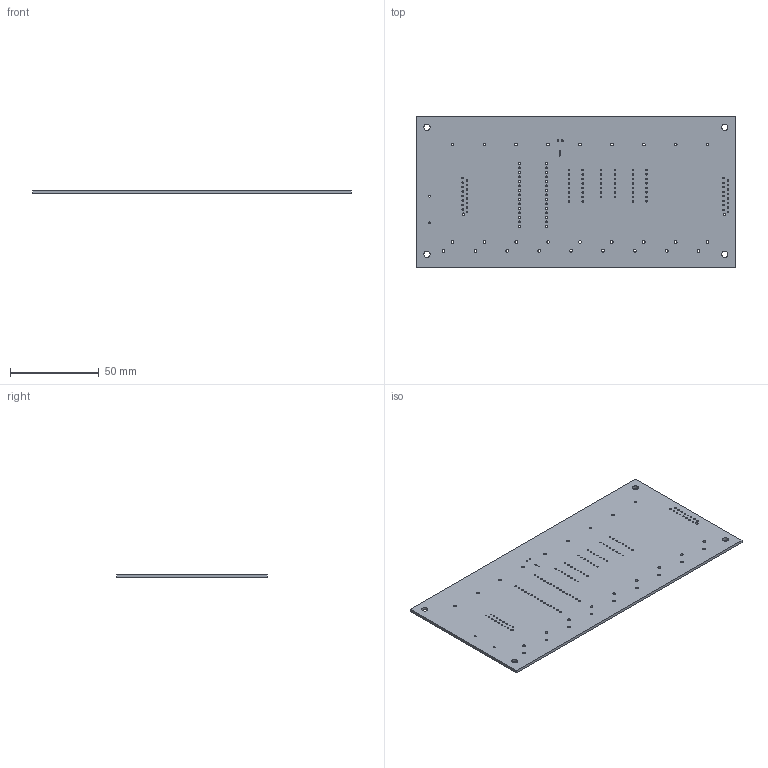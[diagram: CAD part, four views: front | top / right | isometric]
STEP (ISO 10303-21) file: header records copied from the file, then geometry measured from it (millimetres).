
FILE_DESCRIPTION(('FreeCAD Model'),'2;1');
FILE_NAME('Open CASCADE Shape Model','2022-08-29T19:19:33',('FreeCAD'),( 'FreeCAD'),'Open CASCADE STEP processor 7.5','FreeCAD','Unknown');
FILE_SCHEMA(('AUTOMOTIVE_DESIGN { 1 0 10303 214 1 1 1 1 }'));
Length unit declared in the file: millimetre
Products named in the file (1): Open CASCADE STEP translator 7.5 1
Bounding box: 180.1 x 85 x 1.6 mm (x, y, z)
Volume: 24236.9 mm3; surface area: 31937.2 mm2
Topology: 1 solids, 1 shells, 154 faces, 456 edges, 304 vertices
Faces by surface type: cylinder 148, plane 6
Full cylindrical faces by diameter (mm): 0.75 x3, 0.8 x46, 0.813 x32, 0.9 x2, 1 x32, 1.499 x2, 1.55 x27, 3.5 x4
Entity records: 5938 total; most frequent: DIRECTION 1062, CARTESIAN_POINT 915, ORIENTED_EDGE 912, EDGE_CURVE 456, AXIS2_PLACEMENT_3D 451, FACE_BOUND 450, EDGE_LOOP 450, VERTEX_POINT 304
